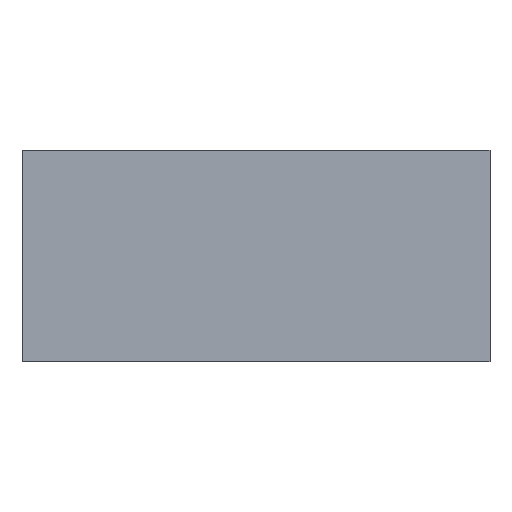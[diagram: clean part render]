
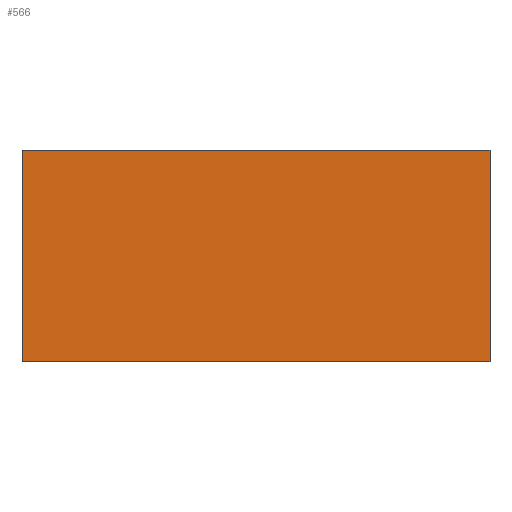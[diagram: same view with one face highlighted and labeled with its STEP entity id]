
A CAD part, left-side view. The second image highlights one B-rep face of the part: STEP entity #566.
In plain terms, the highlighted free-form (B-spline) face has degree [1, 1] with [2, 2] control points.
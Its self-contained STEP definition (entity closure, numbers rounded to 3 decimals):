
#269 = EDGE_CURVE('',#270,#272,#274,.T.);
#270 = VERTEX_POINT('',#271);
#271 = CARTESIAN_POINT('',(0.,14.902,
    3.34));
#272 = VERTEX_POINT('',#273);
#273 = CARTESIAN_POINT('',(0.,0.154,
    3.34));
#274 = B_SPLINE_CURVE_WITH_KNOTS('',1,(#275,#276),.UNSPECIFIED.,.F.,.F.,
  (2,2),(-14.5,-0.15),.PIECEWISE_BEZIER_KNOTS.);
#275 = CARTESIAN_POINT('',(0.,14.902,
    3.34));
#276 = CARTESIAN_POINT('',(0.,0.154,
    3.34));
#394 = EDGE_CURVE('',#272,#395,#397,.T.);
#395 = VERTEX_POINT('',#396);
#396 = CARTESIAN_POINT('',(0.,0.154,
    -3.34));
#397 = B_SPLINE_CURVE_WITH_KNOTS('',1,(#398,#399),.UNSPECIFIED.,.F.,.F.,
  (2,2),(0.,6.5),.PIECEWISE_BEZIER_KNOTS.);
#398 = CARTESIAN_POINT('',(0.,0.154,
    3.34));
#399 = CARTESIAN_POINT('',(0.,0.154,
    -3.34));
#456 = EDGE_CURVE('',#457,#395,#459,.T.);
#457 = VERTEX_POINT('',#458);
#458 = CARTESIAN_POINT('',(0.,14.902,
    -3.34));
#459 = B_SPLINE_CURVE_WITH_KNOTS('',1,(#460,#461),.UNSPECIFIED.,.F.,.F.,
  (2,2),(-14.5,-0.15),.PIECEWISE_BEZIER_KNOTS.);
#460 = CARTESIAN_POINT('',(0.,14.902,
    -3.34));
#461 = CARTESIAN_POINT('',(0.,0.154,
    -3.34));
#566 = ADVANCED_FACE('',(#567),#577,.T.);
#567 = FACE_BOUND('',#568,.T.);
#568 = EDGE_LOOP('',(#569,#574,#575,#576));
#569 = ORIENTED_EDGE('',*,*,#570,.F.);
#570 = EDGE_CURVE('',#457,#270,#571,.T.);
#571 = B_SPLINE_CURVE_WITH_KNOTS('',1,(#572,#573),.UNSPECIFIED.,.F.,.F.,
  (2,2),(-3.25,3.25),.PIECEWISE_BEZIER_KNOTS.);
#572 = CARTESIAN_POINT('',(0.,14.902,
    -3.34));
#573 = CARTESIAN_POINT('',(0.,14.902,
    3.34));
#574 = ORIENTED_EDGE('',*,*,#456,.T.);
#575 = ORIENTED_EDGE('',*,*,#394,.F.);
#576 = ORIENTED_EDGE('',*,*,#269,.F.);
#577 = B_SPLINE_SURFACE_WITH_KNOTS('',1,1,(
    (#578,#579)
    ,(#580,#581
    )),.UNSPECIFIED.,.F.,.F.,.F.,(2,2),(2,2),(0.15,14.5),(-3.25,3.25),
  .PIECEWISE_BEZIER_KNOTS.);
#578 = CARTESIAN_POINT('',(0.,0.154,
    3.34));
#579 = CARTESIAN_POINT('',(0.,0.154,
    -3.34));
#580 = CARTESIAN_POINT('',(0.,14.902,
    3.34));
#581 = CARTESIAN_POINT('',(0.,14.902,
    -3.34));
